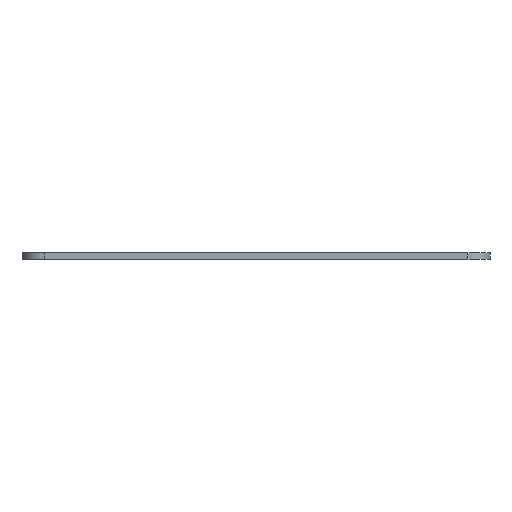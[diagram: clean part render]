
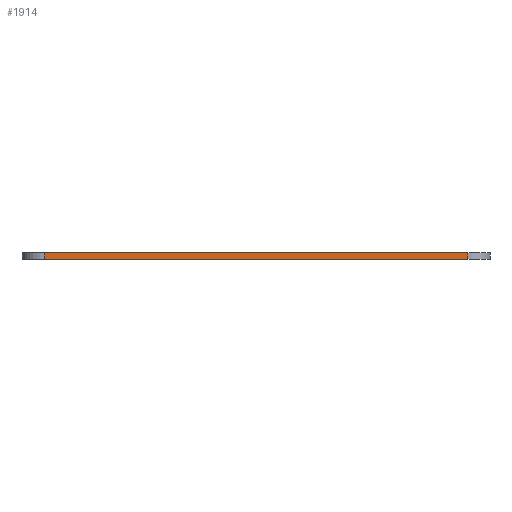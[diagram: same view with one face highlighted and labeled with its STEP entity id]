
A CAD part, left-side view. The second image highlights one B-rep face of the part: STEP entity #1914.
In plain terms, the highlighted planar face has unit normal (-1, 0, 0).
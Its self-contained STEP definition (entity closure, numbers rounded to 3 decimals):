
#45=PLANE('',#2028);
#100=FACE_OUTER_BOUND('',#198,.T.);
#198=EDGE_LOOP('',(#1297,#1298,#1299,#1300));
#326=LINE('',#2794,#526);
#327=LINE('',#2797,#527);
#328=LINE('',#2799,#528);
#329=LINE('',#2800,#529);
#526=VECTOR('',#2220,10.);
#527=VECTOR('',#2223,10.);
#528=VECTOR('',#2224,10.);
#529=VECTOR('',#2225,10.);
#813=VERTEX_POINT('',#2787);
#816=VERTEX_POINT('',#2792);
#817=VERTEX_POINT('',#2796);
#818=VERTEX_POINT('',#2798);
#1008=EDGE_CURVE('',#816,#813,#326,.T.);
#1009=EDGE_CURVE('',#817,#816,#327,.T.);
#1010=EDGE_CURVE('',#818,#817,#328,.T.);
#1011=EDGE_CURVE('',#813,#818,#329,.T.);
#1297=ORIENTED_EDGE('',*,*,#1008,.F.);
#1298=ORIENTED_EDGE('',*,*,#1009,.F.);
#1299=ORIENTED_EDGE('',*,*,#1010,.F.);
#1300=ORIENTED_EDGE('',*,*,#1011,.F.);
#1914=ADVANCED_FACE('',(#100),#45,.T.);
#2028=AXIS2_PLACEMENT_3D('',#2795,#2221,#2222);
#2220=DIRECTION('',(0.,0.,1.));
#2221=DIRECTION('center_axis',(-1.,0.,0.));
#2222=DIRECTION('ref_axis',(0.,-1.,0.));
#2223=DIRECTION('',(0.,1.,0.));
#2224=DIRECTION('',(0.,0.,-1.));
#2225=DIRECTION('',(0.,-1.,0.));
#2787=CARTESIAN_POINT('',(-23.644,10.247,1.5));
#2792=CARTESIAN_POINT('',(-23.644,10.247,0.));
#2794=CARTESIAN_POINT('',(-23.644,10.247,0.));
#2795=CARTESIAN_POINT('Origin',(-23.644,15.247,0.));
#2796=CARTESIAN_POINT('',(-23.644,-85.478,0.));
#2797=CARTESIAN_POINT('',(-23.644,-90.478,0.));
#2798=CARTESIAN_POINT('',(-23.644,-85.478,1.5));
#2799=CARTESIAN_POINT('',(-23.644,-85.478,0.));
#2800=CARTESIAN_POINT('',(-23.644,-90.478,1.5));
